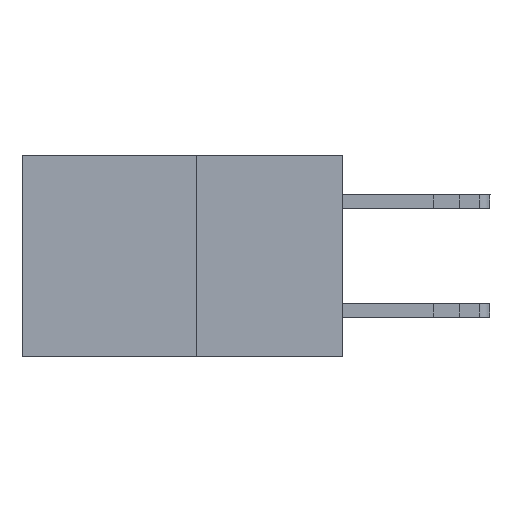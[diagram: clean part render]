
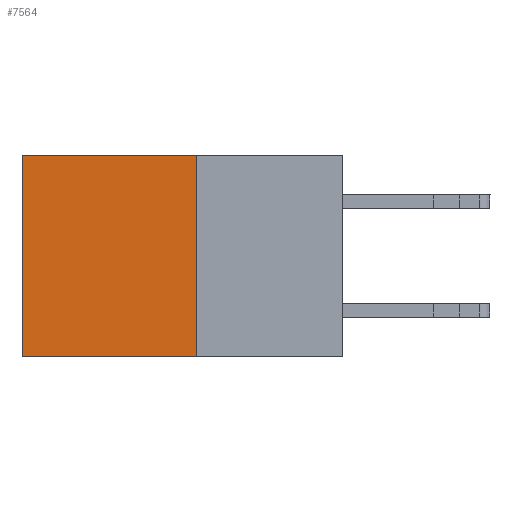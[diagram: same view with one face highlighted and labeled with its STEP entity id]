
A CAD part, left-side view. The second image highlights one B-rep face of the part: STEP entity #7564.
In plain terms, the highlighted planar face has unit normal (-1, 0, 0).
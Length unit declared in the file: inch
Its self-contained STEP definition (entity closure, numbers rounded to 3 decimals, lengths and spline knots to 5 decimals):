
#117 = DIRECTION ( 'NONE',  ( 0., 0., -1. ) ) ;
#2009 = EDGE_CURVE ( 'NONE', #12648, #13833, #10308, .T. ) ;
#2496 = ORIENTED_EDGE ( 'NONE', *, *, #3315, .F. ) ;
#3103 = VECTOR ( 'NONE', #7806, 39.37008 ) ;
#3315 = EDGE_CURVE ( 'NONE', #13833, #5000, #26147, .T. ) ;
#3403 = VECTOR ( 'NONE', #4794, 39.37008 ) ;
#3676 = DIRECTION ( 'NONE',  ( 0., 0., -1. ) ) ;
#4512 = CARTESIAN_POINT ( 'NONE',  ( 0.277, 0.27, -0.37 ) ) ;
#4794 = DIRECTION ( 'NONE',  ( 0., 1., 0. ) ) ;
#5000 = VERTEX_POINT ( 'NONE', #17712 ) ;
#5391 = CARTESIAN_POINT ( 'NONE',  ( 0.277, 0.59, 0. ) ) ;
#6798 = CARTESIAN_POINT ( 'NONE',  ( 0.277, 0.27, 0. ) ) ;
#7564 = ADVANCED_FACE ( 'NONE', ( #24327 ), #15642, .F. ) ;
#7677 = LINE ( 'NONE', #17780, #3103 ) ;
#7806 = DIRECTION ( 'NONE',  ( 0., 0., -1. ) ) ;
#7837 = VECTOR ( 'NONE', #9793, 39.37008 ) ;
#8458 = EDGE_LOOP ( 'NONE', ( #15970, #2496, #11618, #9918 ) ) ;
#9793 = DIRECTION ( 'NONE',  ( 0., 1., 0. ) ) ;
#9918 = ORIENTED_EDGE ( 'NONE', *, *, #13245, .T. ) ;
#10308 = LINE ( 'NONE', #18509, #18948 ) ;
#11033 = EDGE_CURVE ( 'NONE', #25940, #5000, #7677, .T. ) ;
#11618 = ORIENTED_EDGE ( 'NONE', *, *, #2009, .F. ) ;
#12648 = VERTEX_POINT ( 'NONE', #25078 ) ;
#13245 = EDGE_CURVE ( 'NONE', #12648, #25940, #25180, .T. ) ;
#13833 = VERTEX_POINT ( 'NONE', #4512 ) ;
#13876 = CARTESIAN_POINT ( 'NONE',  ( 0.277, 0.27, -0.37 ) ) ;
#14088 = CARTESIAN_POINT ( 'NONE',  ( 0.277, 0.27, -0.37 ) ) ;
#15642 = PLANE ( 'NONE',  #20407 ) ;
#15970 = ORIENTED_EDGE ( 'NONE', *, *, #11033, .T. ) ;
#17712 = CARTESIAN_POINT ( 'NONE',  ( 0.277, 0.59, -0.37 ) ) ;
#17780 = CARTESIAN_POINT ( 'NONE',  ( 0.277, 0.59, -0.37 ) ) ;
#18509 = CARTESIAN_POINT ( 'NONE',  ( 0.277, 0.27, -0.37 ) ) ;
#18948 = VECTOR ( 'NONE', #117, 39.37008 ) ;
#20190 = DIRECTION ( 'NONE',  ( 1., 0., 0. ) ) ;
#20407 = AXIS2_PLACEMENT_3D ( 'NONE', #13876, #20190, #3676 ) ;
#24327 = FACE_OUTER_BOUND ( 'NONE', #8458, .T. ) ;
#25078 = CARTESIAN_POINT ( 'NONE',  ( 0.277, 0.27, 0. ) ) ;
#25180 = LINE ( 'NONE', #6798, #3403 ) ;
#25940 = VERTEX_POINT ( 'NONE', #5391 ) ;
#26147 = LINE ( 'NONE', #14088, #7837 ) ;
